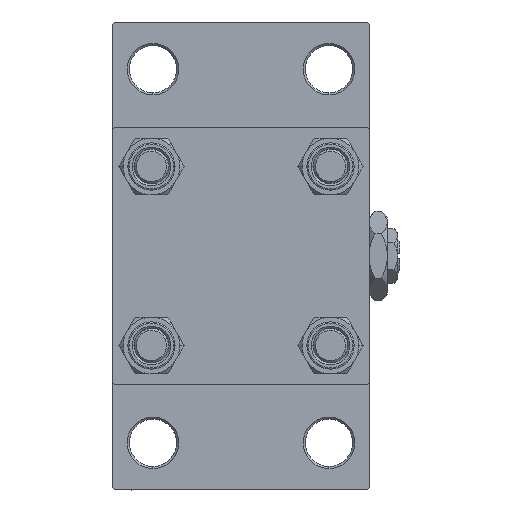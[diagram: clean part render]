
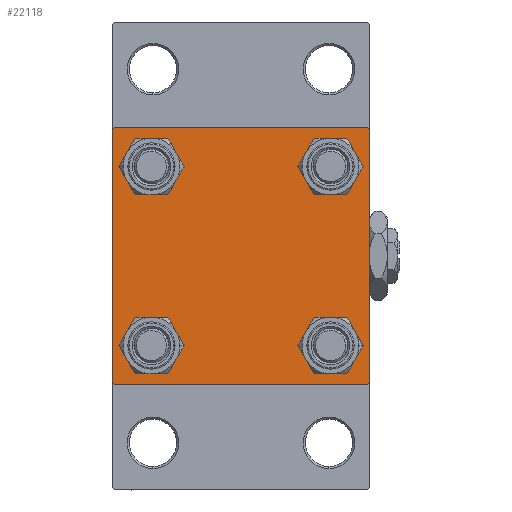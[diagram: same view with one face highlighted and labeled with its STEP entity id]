
A CAD part, left-side view. The second image highlights one B-rep face of the part: STEP entity #22118.
In plain terms, the highlighted planar face has unit normal (-1, 0, 0).
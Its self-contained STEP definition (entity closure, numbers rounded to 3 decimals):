
#30 = LINE ( 'NONE', #22942, #48430 ) ;
#262 = CARTESIAN_POINT ( 'NONE',  ( 0., -30., 29.5 ) ) ;
#577 = CARTESIAN_POINT ( 'NONE',  ( 0., -30., 30. ) ) ;
#1069 = ORIENTED_EDGE ( 'NONE', *, *, #28222, .F. ) ;
#1123 = EDGE_CURVE ( 'NONE', #25050, #7583, #21720, .T. ) ;
#1627 = PLANE ( 'NONE',  #44752 ) ;
#2110 = FACE_BOUND ( 'NONE', #47480, .T. ) ;
#2375 = ORIENTED_EDGE ( 'NONE', *, *, #25080, .T. ) ;
#2774 = CARTESIAN_POINT ( 'NONE',  ( 0., -29.75, 29.75 ) ) ;
#3100 = AXIS2_PLACEMENT_3D ( 'NONE', #34261, #34497, #48707 ) ;
#3377 = ORIENTED_EDGE ( 'NONE', *, *, #27534, .T. ) ;
#3418 = ORIENTED_EDGE ( 'NONE', *, *, #40315, .T. ) ;
#3552 = DIRECTION ( 'NONE',  ( 0., 0., 1. ) ) ;
#3679 = CARTESIAN_POINT ( 'NONE',  ( 0., 29.75, 29.75 ) ) ;
#4084 = DIRECTION ( 'NONE',  ( 0., 0., 1. ) ) ;
#4322 = ORIENTED_EDGE ( 'NONE', *, *, #17866, .T. ) ;
#4449 = LINE ( 'NONE', #36921, #28320 ) ;
#4654 = LINE ( 'NONE', #23100, #5966 ) ;
#5023 = CARTESIAN_POINT ( 'NONE',  ( 0., 29.5, -30. ) ) ;
#5112 = EDGE_CURVE ( 'NONE', #16240, #32601, #10428, .T. ) ;
#5152 = VECTOR ( 'NONE', #28739, 1000. ) ;
#5194 = VERTEX_POINT ( 'NONE', #19142 ) ;
#5661 = CIRCLE ( 'NONE', #11203, 4.5 ) ;
#5876 = VERTEX_POINT ( 'NONE', #262 ) ;
#5966 = VECTOR ( 'NONE', #16127, 1000. ) ;
#6099 = DIRECTION ( 'NONE',  ( 0., 0., 1. ) ) ;
#6804 = AXIS2_PLACEMENT_3D ( 'NONE', #36985, #33263, #4084 ) ;
#6910 = ORIENTED_EDGE ( 'NONE', *, *, #14458, .T. ) ;
#7583 = VERTEX_POINT ( 'NONE', #7697 ) ;
#7697 = CARTESIAN_POINT ( 'NONE',  ( 0., -30., -29.5 ) ) ;
#7747 = DIRECTION ( 'NONE',  ( 0., 0., 1. ) ) ;
#7873 = ORIENTED_EDGE ( 'NONE', *, *, #21491, .T. ) ;
#8044 = VECTOR ( 'NONE', #35704, 1000. ) ;
#8810 = ORIENTED_EDGE ( 'NONE', *, *, #37738, .T. ) ;
#9034 = CARTESIAN_POINT ( 'NONE',  ( 0., -29.5, 30. ) ) ;
#9467 = ORIENTED_EDGE ( 'NONE', *, *, #37323, .T. ) ;
#9797 = LINE ( 'NONE', #2774, #5152 ) ;
#10428 = LINE ( 'NONE', #3679, #23585 ) ;
#10593 = EDGE_LOOP ( 'NONE', ( #8810, #19223, #23307, #11101, #44885, #2375, #1069, #45301 ) ) ;
#10874 = CARTESIAN_POINT ( 'NONE',  ( 0., 20.85, 20.85 ) ) ;
#11101 = ORIENTED_EDGE ( 'NONE', *, *, #1123, .T. ) ;
#11170 = DIRECTION ( 'NONE',  ( 0., 0.707, -0.707 ) ) ;
#11203 = AXIS2_PLACEMENT_3D ( 'NONE', #11479, #14720, #7747 ) ;
#11479 = CARTESIAN_POINT ( 'NONE',  ( 0., -20.85, 20.85 ) ) ;
#11682 = CARTESIAN_POINT ( 'NONE',  ( 0., -20.85, 16.35 ) ) ;
#12250 = DIRECTION ( 'NONE',  ( 1., 0., 0. ) ) ;
#12570 = ORIENTED_EDGE ( 'NONE', *, *, #36423, .T. ) ;
#13002 = VERTEX_POINT ( 'NONE', #23944 ) ;
#13096 = FACE_BOUND ( 'NONE', #39644, .T. ) ;
#14258 = DIRECTION ( 'NONE',  ( 0., -0.707, 0.707 ) ) ;
#14458 = EDGE_CURVE ( 'NONE', #22267, #34104, #23788, .T. ) ;
#14720 = DIRECTION ( 'NONE',  ( 1., 0., 0. ) ) ;
#15580 = CIRCLE ( 'NONE', #39450, 4.5 ) ;
#16127 = DIRECTION ( 'NONE',  ( 0., -1., 0. ) ) ;
#16240 = VERTEX_POINT ( 'NONE', #32626 ) ;
#17072 = DIRECTION ( 'NONE',  ( -1., 0., 0. ) ) ;
#17350 = DIRECTION ( 'NONE',  ( 1., 0., 0. ) ) ;
#17568 = FACE_BOUND ( 'NONE', #36494, .T. ) ;
#17866 = EDGE_CURVE ( 'NONE', #45258, #48828, #39736, .T. ) ;
#18060 = VERTEX_POINT ( 'NONE', #19548 ) ;
#18259 = CIRCLE ( 'NONE', #33967, 4.5 ) ;
#18712 = DIRECTION ( 'NONE',  ( 0., 0., -1. ) ) ;
#18944 = CIRCLE ( 'NONE', #33276, 4.5 ) ;
#19014 = CARTESIAN_POINT ( 'NONE',  ( 0., 20.85, -20.85 ) ) ;
#19142 = CARTESIAN_POINT ( 'NONE',  ( 0., 20.85, 16.35 ) ) ;
#19223 = ORIENTED_EDGE ( 'NONE', *, *, #19456, .T. ) ;
#19263 = CARTESIAN_POINT ( 'NONE',  ( 0., 30., 29.5 ) ) ;
#19426 = DIRECTION ( 'NONE',  ( 0., -0.707, -0.707 ) ) ;
#19456 = EDGE_CURVE ( 'NONE', #13002, #26051, #46107, .T. ) ;
#19500 = CARTESIAN_POINT ( 'NONE',  ( 0., 20.85, -16.35 ) ) ;
#19548 = CARTESIAN_POINT ( 'NONE',  ( 0., -20.85, -16.35 ) ) ;
#20575 = FACE_OUTER_BOUND ( 'NONE', #10593, .T. ) ;
#21394 = EDGE_CURVE ( 'NONE', #5876, #7583, #42449, .T. ) ;
#21491 = EDGE_CURVE ( 'NONE', #48828, #45258, #5661, .T. ) ;
#21720 = LINE ( 'NONE', #33933, #43380 ) ;
#22118 = ADVANCED_FACE ( 'NONE', ( #17568, #40483, #13096, #2110, #20575 ), #1627, .T. ) ;
#22267 = VERTEX_POINT ( 'NONE', #46687 ) ;
#22942 = CARTESIAN_POINT ( 'NONE',  ( 0., 30., 30. ) ) ;
#22957 = AXIS2_PLACEMENT_3D ( 'NONE', #40477, #28780, #48188 ) ;
#23080 = VECTOR ( 'NONE', #19426, 1000. ) ;
#23100 = CARTESIAN_POINT ( 'NONE',  ( 0., 30., -30. ) ) ;
#23307 = ORIENTED_EDGE ( 'NONE', *, *, #26664, .T. ) ;
#23585 = VECTOR ( 'NONE', #11170, 1000. ) ;
#23788 = CIRCLE ( 'NONE', #3100, 4.5 ) ;
#23944 = CARTESIAN_POINT ( 'NONE',  ( 0., 30., -29.5 ) ) ;
#24796 = CARTESIAN_POINT ( 'NONE',  ( 0., 0., 0. ) ) ;
#25050 = VERTEX_POINT ( 'NONE', #28967 ) ;
#25080 = EDGE_CURVE ( 'NONE', #5876, #44126, #9797, .T. ) ;
#26051 = VERTEX_POINT ( 'NONE', #5023 ) ;
#26413 = CARTESIAN_POINT ( 'NONE',  ( 0., 29.75, -29.75 ) ) ;
#26664 = EDGE_CURVE ( 'NONE', #26051, #25050, #4654, .T. ) ;
#27534 = EDGE_CURVE ( 'NONE', #5194, #35629, #15580, .T. ) ;
#28222 = EDGE_CURVE ( 'NONE', #16240, #44126, #4449, .T. ) ;
#28320 = VECTOR ( 'NONE', #49133, 1000. ) ;
#28328 = DIRECTION ( 'NONE',  ( 0., 0., 1. ) ) ;
#28739 = DIRECTION ( 'NONE',  ( 0., 0.707, 0.707 ) ) ;
#28763 = EDGE_CURVE ( 'NONE', #45071, #18060, #43442, .T. ) ;
#28780 = DIRECTION ( 'NONE',  ( 1., 0., 0. ) ) ;
#28967 = CARTESIAN_POINT ( 'NONE',  ( 0., -29.5, -30. ) ) ;
#30233 = DIRECTION ( 'NONE',  ( 1., 0., 0. ) ) ;
#32320 = CARTESIAN_POINT ( 'NONE',  ( 0., -20.85, 20.85 ) ) ;
#32601 = VERTEX_POINT ( 'NONE', #19263 ) ;
#32626 = CARTESIAN_POINT ( 'NONE',  ( 0., 29.5, 30. ) ) ;
#33263 = DIRECTION ( 'NONE',  ( 1., 0., 0. ) ) ;
#33276 = AXIS2_PLACEMENT_3D ( 'NONE', #19014, #30233, #3552 ) ;
#33708 = CARTESIAN_POINT ( 'NONE',  ( 0., 20.85, 25.35 ) ) ;
#33913 = CARTESIAN_POINT ( 'NONE',  ( 0., -20.85, -25.35 ) ) ;
#33933 = CARTESIAN_POINT ( 'NONE',  ( 0., -29.75, -29.75 ) ) ;
#33967 = AXIS2_PLACEMENT_3D ( 'NONE', #37663, #12250, #46155 ) ;
#34104 = VERTEX_POINT ( 'NONE', #19500 ) ;
#34261 = CARTESIAN_POINT ( 'NONE',  ( 0., 20.85, -20.85 ) ) ;
#34497 = DIRECTION ( 'NONE',  ( 1., 0., 0. ) ) ;
#35629 = VERTEX_POINT ( 'NONE', #33708 ) ;
#35704 = DIRECTION ( 'NONE',  ( 0., 0., -1. ) ) ;
#36423 = EDGE_CURVE ( 'NONE', #34104, #22267, #18944, .T. ) ;
#36494 = EDGE_LOOP ( 'NONE', ( #7873, #4322 ) ) ;
#36921 = CARTESIAN_POINT ( 'NONE',  ( 0., 30., 30. ) ) ;
#36985 = CARTESIAN_POINT ( 'NONE',  ( 0., -20.85, -20.85 ) ) ;
#37323 = EDGE_CURVE ( 'NONE', #18060, #45071, #44445, .T. ) ;
#37663 = CARTESIAN_POINT ( 'NONE',  ( 0., 20.85, 20.85 ) ) ;
#37736 = ORIENTED_EDGE ( 'NONE', *, *, #28763, .T. ) ;
#37738 = EDGE_CURVE ( 'NONE', #32601, #13002, #30, .T. ) ;
#39450 = AXIS2_PLACEMENT_3D ( 'NONE', #10874, #48748, #41268 ) ;
#39644 = EDGE_LOOP ( 'NONE', ( #12570, #6910 ) ) ;
#39736 = CIRCLE ( 'NONE', #40546, 4.5 ) ;
#40063 = CARTESIAN_POINT ( 'NONE',  ( 0., -20.85, 25.35 ) ) ;
#40315 = EDGE_CURVE ( 'NONE', #35629, #5194, #18259, .T. ) ;
#40477 = CARTESIAN_POINT ( 'NONE',  ( 0., -20.85, -20.85 ) ) ;
#40483 = FACE_BOUND ( 'NONE', #47891, .T. ) ;
#40546 = AXIS2_PLACEMENT_3D ( 'NONE', #32320, #17350, #28328 ) ;
#41268 = DIRECTION ( 'NONE',  ( 0., 0., 1. ) ) ;
#42449 = LINE ( 'NONE', #577, #8044 ) ;
#43380 = VECTOR ( 'NONE', #14258, 1000. ) ;
#43442 = CIRCLE ( 'NONE', #6804, 4.5 ) ;
#44126 = VERTEX_POINT ( 'NONE', #9034 ) ;
#44445 = CIRCLE ( 'NONE', #22957, 4.5 ) ;
#44752 = AXIS2_PLACEMENT_3D ( 'NONE', #24796, #17072, #6099 ) ;
#44885 = ORIENTED_EDGE ( 'NONE', *, *, #21394, .F. ) ;
#45071 = VERTEX_POINT ( 'NONE', #33913 ) ;
#45258 = VERTEX_POINT ( 'NONE', #11682 ) ;
#45301 = ORIENTED_EDGE ( 'NONE', *, *, #5112, .T. ) ;
#46107 = LINE ( 'NONE', #26413, #23080 ) ;
#46155 = DIRECTION ( 'NONE',  ( 0., 0., 1. ) ) ;
#46687 = CARTESIAN_POINT ( 'NONE',  ( 0., 20.85, -25.35 ) ) ;
#47480 = EDGE_LOOP ( 'NONE', ( #3418, #3377 ) ) ;
#47891 = EDGE_LOOP ( 'NONE', ( #9467, #37736 ) ) ;
#48188 = DIRECTION ( 'NONE',  ( 0., 0., 1. ) ) ;
#48430 = VECTOR ( 'NONE', #18712, 1000. ) ;
#48707 = DIRECTION ( 'NONE',  ( 0., 0., 1. ) ) ;
#48748 = DIRECTION ( 'NONE',  ( 1., 0., 0. ) ) ;
#48828 = VERTEX_POINT ( 'NONE', #40063 ) ;
#49133 = DIRECTION ( 'NONE',  ( 0., -1., 0. ) ) ;
